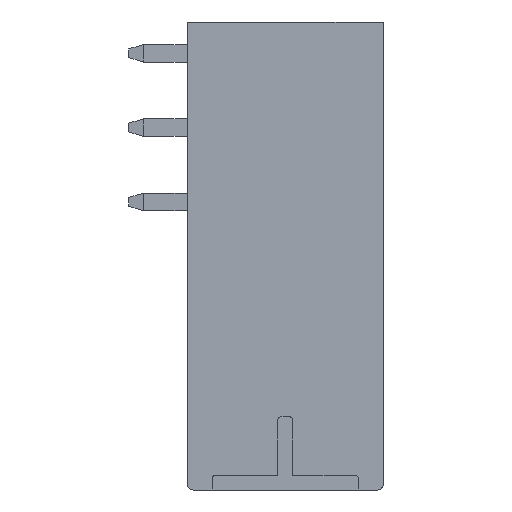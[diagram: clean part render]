
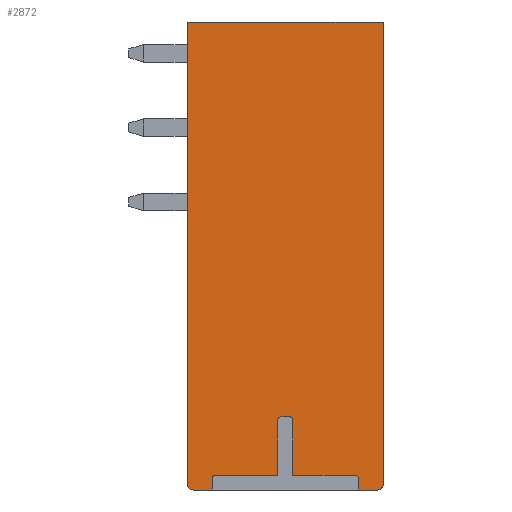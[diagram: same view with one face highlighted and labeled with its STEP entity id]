
A CAD part, front view. The second image highlights one B-rep face of the part: STEP entity #2872.
In plain terms, the highlighted planar face has unit normal (0, -1, 0).
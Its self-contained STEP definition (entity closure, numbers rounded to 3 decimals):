
#327=DIRECTION('',(0.,0.,1.));
#328=VECTOR('',#327,0.8);
#329=CARTESIAN_POINT('',(-5.,-32.32,-16.));
#330=LINE('',#329,#328);
#331=DIRECTION('',(-1.,0.,0.));
#332=VECTOR('',#331,1.3);
#333=CARTESIAN_POINT('',(-5.,-32.32,-16.));
#334=LINE('',#333,#332);
#335=CARTESIAN_POINT('',(-6.3,-32.32,-15.6));
#336=DIRECTION('',(0.,1.,0.));
#337=DIRECTION('',(0.,0.,-1.));
#338=AXIS2_PLACEMENT_3D('',#335,#336,#337);
#340=DIRECTION('',(0.,0.,1.));
#341=VECTOR('',#340,31.6);
#342=CARTESIAN_POINT('',(-6.7,-32.32,-15.6));
#343=LINE('',#342,#341);
#344=DIRECTION('',(1.,0.,0.));
#345=VECTOR('',#344,13.4);
#346=CARTESIAN_POINT('',(-6.7,-32.32,16.));
#347=LINE('',#346,#345);
#348=DIRECTION('',(0.,0.,-1.));
#349=VECTOR('',#348,31.6);
#350=CARTESIAN_POINT('',(6.7,-32.32,16.));
#351=LINE('',#350,#349);
#352=CARTESIAN_POINT('',(6.3,-32.32,-15.6));
#353=DIRECTION('',(0.,1.,0.));
#354=DIRECTION('',(1.,0.,0.));
#355=AXIS2_PLACEMENT_3D('',#352,#353,#354);
#357=DIRECTION('',(-1.,0.,0.));
#358=VECTOR('',#357,1.3);
#359=CARTESIAN_POINT('',(6.3,-32.32,-16.));
#360=LINE('',#359,#358);
#361=DIRECTION('',(0.,0.,1.));
#362=VECTOR('',#361,0.8);
#363=CARTESIAN_POINT('',(5.,-32.32,-16.));
#364=LINE('',#363,#362);
#365=CARTESIAN_POINT('',(4.8,-32.32,-15.2));
#366=DIRECTION('',(0.,1.,0.));
#367=DIRECTION('',(0.,0.,1.));
#368=AXIS2_PLACEMENT_3D('',#365,#366,#367);
#370=DIRECTION('',(1.,0.,0.));
#371=VECTOR('',#370,4.3);
#372=CARTESIAN_POINT('',(0.5,-32.32,-15.));
#373=LINE('',#372,#371);
#374=DIRECTION('',(0.,0.,-1.));
#375=VECTOR('',#374,3.8);
#376=CARTESIAN_POINT('',(0.5,-32.32,-11.2));
#377=LINE('',#376,#375);
#378=CARTESIAN_POINT('',(0.3,-32.32,-11.2));
#379=DIRECTION('',(0.,1.,0.));
#380=DIRECTION('',(0.,0.,1.));
#381=AXIS2_PLACEMENT_3D('',#378,#379,#380);
#383=DIRECTION('',(1.,0.,0.));
#384=VECTOR('',#383,0.6);
#385=CARTESIAN_POINT('',(-0.3,-32.32,-11.));
#386=LINE('',#385,#384);
#387=CARTESIAN_POINT('',(-0.3,-32.32,-11.2));
#388=DIRECTION('',(0.,1.,0.));
#389=DIRECTION('',(-1.,0.,0.));
#390=AXIS2_PLACEMENT_3D('',#387,#388,#389);
#392=DIRECTION('',(0.,0.,1.));
#393=VECTOR('',#392,3.8);
#394=CARTESIAN_POINT('',(-0.5,-32.32,-15.));
#395=LINE('',#394,#393);
#396=DIRECTION('',(1.,0.,0.));
#397=VECTOR('',#396,4.3);
#398=CARTESIAN_POINT('',(-4.8,-32.32,-15.));
#399=LINE('',#398,#397);
#400=CARTESIAN_POINT('',(-4.8,-32.32,-15.2));
#401=DIRECTION('',(0.,1.,0.));
#402=DIRECTION('',(-1.,0.,0.));
#403=AXIS2_PLACEMENT_3D('',#400,#401,#402);
#2062=CARTESIAN_POINT('',(-6.7,-32.32,16.));
#2063=CARTESIAN_POINT('',(6.7,-32.32,16.));
#2064=VERTEX_POINT('',#2062);
#2065=VERTEX_POINT('',#2063);
#2066=CARTESIAN_POINT('',(6.7,-32.32,-15.6));
#2067=VERTEX_POINT('',#2066);
#2068=CARTESIAN_POINT('',(6.3,-32.32,-16.));
#2069=VERTEX_POINT('',#2068);
#2070=CARTESIAN_POINT('',(-6.3,-32.32,-16.));
#2071=CARTESIAN_POINT('',(-6.7,-32.32,-15.6));
#2072=VERTEX_POINT('',#2070);
#2073=VERTEX_POINT('',#2071);
#2146=CARTESIAN_POINT('',(-5.,-32.32,-16.));
#2147=VERTEX_POINT('',#2146);
#2148=CARTESIAN_POINT('',(-5.,-32.32,-15.2));
#2149=VERTEX_POINT('',#2148);
#2150=CARTESIAN_POINT('',(-4.8,-32.32,-15.));
#2151=VERTEX_POINT('',#2150);
#2152=CARTESIAN_POINT('',(-0.5,-32.32,-15.));
#2153=VERTEX_POINT('',#2152);
#2154=CARTESIAN_POINT('',(-0.5,-32.32,-11.2));
#2155=VERTEX_POINT('',#2154);
#2156=CARTESIAN_POINT('',(-0.3,-32.32,-11.));
#2157=VERTEX_POINT('',#2156);
#2158=CARTESIAN_POINT('',(0.3,-32.32,-11.));
#2159=VERTEX_POINT('',#2158);
#2160=CARTESIAN_POINT('',(0.5,-32.32,-11.2));
#2161=VERTEX_POINT('',#2160);
#2162=CARTESIAN_POINT('',(0.5,-32.32,-15.));
#2163=VERTEX_POINT('',#2162);
#2164=CARTESIAN_POINT('',(4.8,-32.32,-15.));
#2165=VERTEX_POINT('',#2164);
#2166=CARTESIAN_POINT('',(5.,-32.32,-15.2));
#2167=VERTEX_POINT('',#2166);
#2168=CARTESIAN_POINT('',(5.,-32.32,-16.));
#2169=VERTEX_POINT('',#2168);
#2831=CARTESIAN_POINT('',(0.,-32.32,0.));
#2832=DIRECTION('',(0.,1.,0.));
#2833=DIRECTION('',(1.,0.,0.));
#2834=AXIS2_PLACEMENT_3D('',#2831,#2832,#2833);
#2835=PLANE('',#2834);
#2837=ORIENTED_EDGE('',*,*,#2836,.F.);
#2838=ORIENTED_EDGE('',*,*,#2705,.T.);
#2840=ORIENTED_EDGE('',*,*,#2839,.T.);
#2842=ORIENTED_EDGE('',*,*,#2841,.T.);
#2844=ORIENTED_EDGE('',*,*,#2843,.T.);
#2846=ORIENTED_EDGE('',*,*,#2845,.T.);
#2848=ORIENTED_EDGE('',*,*,#2847,.T.);
#2849=ORIENTED_EDGE('',*,*,#2713,.T.);
#2851=ORIENTED_EDGE('',*,*,#2850,.T.);
#2853=ORIENTED_EDGE('',*,*,#2852,.F.);
#2855=ORIENTED_EDGE('',*,*,#2854,.F.);
#2857=ORIENTED_EDGE('',*,*,#2856,.F.);
#2859=ORIENTED_EDGE('',*,*,#2858,.F.);
#2861=ORIENTED_EDGE('',*,*,#2860,.F.);
#2863=ORIENTED_EDGE('',*,*,#2862,.F.);
#2865=ORIENTED_EDGE('',*,*,#2864,.F.);
#2867=ORIENTED_EDGE('',*,*,#2866,.F.);
#2869=ORIENTED_EDGE('',*,*,#2868,.F.);
#2870=EDGE_LOOP('',(#2837,#2838,#2840,#2842,#2844,#2846,#2848,#2849,#2851,#2853,
#2855,#2857,#2859,#2861,#2863,#2865,#2867,#2869));
#2871=FACE_OUTER_BOUND('',#2870,.F.);
#339=CIRCLE('',#338,0.4);
#356=CIRCLE('',#355,0.4);
#369=CIRCLE('',#368,0.2);
#382=CIRCLE('',#381,0.2);
#391=CIRCLE('',#390,0.2);
#404=CIRCLE('',#403,0.2);
#2705=EDGE_CURVE('',#2147,#2072,#334,.T.);
#2713=EDGE_CURVE('',#2069,#2169,#360,.T.);
#2836=EDGE_CURVE('',#2147,#2149,#330,.T.);
#2839=EDGE_CURVE('',#2072,#2073,#339,.T.);
#2841=EDGE_CURVE('',#2073,#2064,#343,.T.);
#2843=EDGE_CURVE('',#2064,#2065,#347,.T.);
#2845=EDGE_CURVE('',#2065,#2067,#351,.T.);
#2847=EDGE_CURVE('',#2067,#2069,#356,.T.);
#2850=EDGE_CURVE('',#2169,#2167,#364,.T.);
#2852=EDGE_CURVE('',#2165,#2167,#369,.T.);
#2854=EDGE_CURVE('',#2163,#2165,#373,.T.);
#2856=EDGE_CURVE('',#2161,#2163,#377,.T.);
#2858=EDGE_CURVE('',#2159,#2161,#382,.T.);
#2860=EDGE_CURVE('',#2157,#2159,#386,.T.);
#2862=EDGE_CURVE('',#2155,#2157,#391,.T.);
#2864=EDGE_CURVE('',#2153,#2155,#395,.T.);
#2866=EDGE_CURVE('',#2151,#2153,#399,.T.);
#2868=EDGE_CURVE('',#2149,#2151,#404,.T.);
#2872=ADVANCED_FACE('',(#2871),#2835,.F.);
